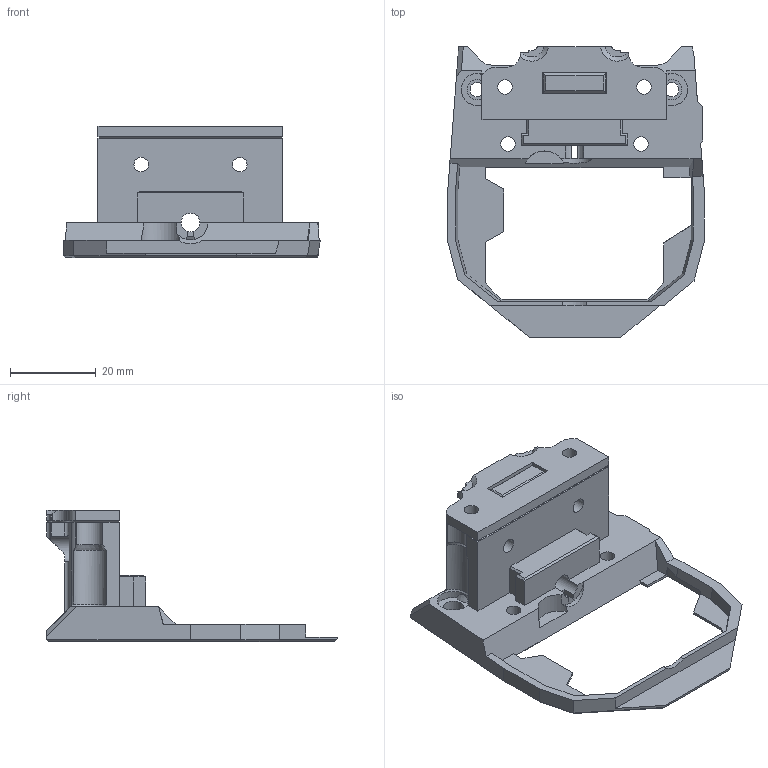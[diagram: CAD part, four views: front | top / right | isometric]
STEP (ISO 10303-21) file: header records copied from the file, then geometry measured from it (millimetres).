
FILE_DESCRIPTION (( 'STEP AP203' ), '1' );
FILE_NAME ('LGX-Mount-SW-r00n - CARABSB.STEP', '2022-11-01T19:32:00', ( '' ), ( '' ), 'SwSTEP 2.0', 'SolidWorks 2022', '' );
FILE_SCHEMA (( 'CONFIG_CONTROL_DESIGN' ));
Length unit declared in the file: millimetre
Products named in the file (1): LGX-Mount-SW-r00n - CARABSB
Bounding box: 59.91 x 67.85 x 30.6 mm (x, y, z)
Volume: 22770.1 mm3; surface area: 12166.4 mm2
Topology: 2 solids, 4 shells, 320 faces, 829 edges, 521 vertices
Faces by surface type: plane 235, cylinder 59, cone 26
Full cylindrical faces by diameter (mm): 3.4 x11, 4.4 x1, 4.7 x5, 6 x6, 7.5 x2
Entity records: 9565 total; most frequent: CARTESIAN_POINT 1903, ORIENTED_EDGE 1564, DIRECTION 1516, EDGE_CURVE 782, VECTOR 564, LINE 564, VERTEX_POINT 507, AXIS2_PLACEMENT_3D 476
